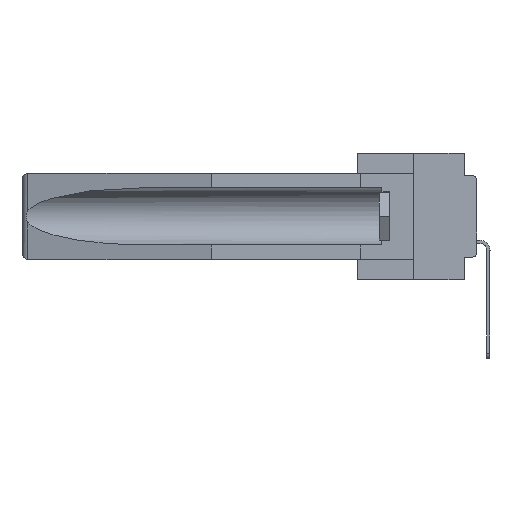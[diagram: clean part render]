
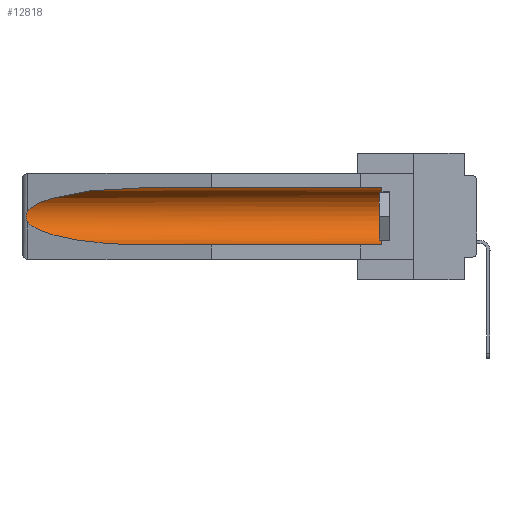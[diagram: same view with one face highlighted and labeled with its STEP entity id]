
A CAD part, left-side view. The second image highlights one B-rep face of the part: STEP entity #12818.
In plain terms, the highlighted cylindrical face has radius 2.857 mm (diameter 5.715 mm), a partial arc.
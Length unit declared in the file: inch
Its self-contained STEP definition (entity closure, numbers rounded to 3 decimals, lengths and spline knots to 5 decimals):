
#195 = VERTEX_POINT ( 'NONE', #7523 ) ;
#460 = CARTESIAN_POINT ( 'NONE',  ( 0.155, -0.30754, -0.059 ) ) ;
#481 = LINE ( 'NONE', #31764, #4673 ) ;
#1014 = CARTESIAN_POINT ( 'NONE',  ( 0.2673, 1.5327, -0.16383 ) ) ;
#1194 = EDGE_CURVE ( 'NONE', #31933, #22999, #481, .T. ) ;
#1675 = VERTEX_POINT ( 'NONE', #8352 ) ;
#1810 = CARTESIAN_POINT ( 'NONE',  ( 0.25451, 1.48313, -0.24835 ) ) ;
#2148 = CARTESIAN_POINT ( 'NONE',  ( 0.21114, 1.30732, -0.284 ) ) ;
#4673 = VECTOR ( 'NONE', #11083, 39.37008 ) ;
#5014 = EDGE_CURVE ( 'NONE', #1675, #27254, #11061, .T. ) ;
#5911 = CARTESIAN_POINT ( 'NONE',  ( 0.2673, 1.53269, -0.17917 ) ) ;
#5946 = CARTESIAN_POINT ( 'NONE',  ( 0.21114, 1.30732, -0.059 ) ) ;
#6088 = AXIS2_PLACEMENT_3D ( 'NONE', #13302, #12976, #23141 ) ;
#6217 = ORIENTED_EDGE ( 'NONE', *, *, #9681, .T. ) ;
#6238 = CARTESIAN_POINT ( 'NONE',  ( 0.26597, 1.52961, -0.15275 ) ) ;
#6441 = CARTESIAN_POINT ( 'NONE',  ( 0.155, 1.07973, -0.059 ) ) ;
#7073 = ORIENTED_EDGE ( 'NONE', *, *, #1194, .F. ) ;
#7082 = ORIENTED_EDGE ( 'NONE', *, *, #5014, .T. ) ;
#7229 = EDGE_CURVE ( 'NONE', #195, #21979, #12262, .T. ) ;
#7271 = CARTESIAN_POINT ( 'NONE',  ( 0.155, 1.07973, -0.059 ) ) ;
#7523 = CARTESIAN_POINT ( 'NONE',  ( 0.26537, 1.52718, -0.14972 ) ) ;
#7534 = DIRECTION ( 'NONE',  ( 0., -1., 0. ) ) ;
#8225 = CYLINDRICAL_SURFACE ( 'NONE', #6088, 0.1125 ) ;
#8352 = CARTESIAN_POINT ( 'NONE',  ( 0.155, 0.126, -0.059 ) ) ;
#8568 = EDGE_LOOP ( 'NONE', ( #29214, #15166, #15643, #7073, #6217, #7082 ) ) ;
#8618 = CARTESIAN_POINT ( 'NONE',  ( 0.155, 1.07973, -0.284 ) ) ;
#8919 = CARTESIAN_POINT ( 'NONE',  ( 0.2675, 1.53308, -0.17534 ) ) ;
#9681 = EDGE_CURVE ( 'NONE', #31933, #1675, #17545, .T. ) ;
#11061 = LINE ( 'NONE', #460, #33432 ) ;
#11083 = DIRECTION ( 'NONE',  ( 0., 1., 0. ) ) ;
#11450 = CARTESIAN_POINT ( 'NONE',  ( 0.2675, 1.53308, -0.16763 ) ) ;
#11630 = CARTESIAN_POINT ( 'NONE',  ( 0.155, 0.126, -0.1715 ) ) ;
#12262 = B_SPLINE_CURVE_WITH_KNOTS ( 'NONE', 3,
 ( #19407, #6238, #16538, #1014, #11450, #8919, #5911, #18732, #19236, #14162 ),
 .UNSPECIFIED., .F., .F.,
 ( 4, 2, 2, 2, 4 ),
 ( 0., 0.00029, 0.00058, 0.00087, 0.00117 ),
 .UNSPECIFIED. ) ;
#12818 = ADVANCED_FACE ( 'NONE', ( #28878 ), #8225, .F. ) ;
#12976 = DIRECTION ( 'NONE',  ( 0., 1., 0. ) ) ;
#13302 = CARTESIAN_POINT ( 'NONE',  ( 0.155, -0.30754, -0.1715 ) ) ;
#13688 = CARTESIAN_POINT ( 'NONE',  ( 0.26537, 1.52718, -0.14972 ) ) ;
#13875 =( BOUNDED_CURVE ( )  B_SPLINE_CURVE ( 3, ( #25002, #1810, #2148, #14980 ),
 .UNSPECIFIED., .F., .F. ) 
 B_SPLINE_CURVE_WITH_KNOTS ( ( 4, 4 ),
 ( 0.1948, 1.5708 ),
 .UNSPECIFIED. ) 
 CURVE ( )  GEOMETRIC_REPRESENTATION_ITEM ( )  RATIONAL_B_SPLINE_CURVE ( ( 1., 0.848, 0.848, 1. ) ) 
 REPRESENTATION_ITEM ( '' )  );
#14162 = CARTESIAN_POINT ( 'NONE',  ( 0.26537, 1.52718, -0.19328 ) ) ;
#14980 = CARTESIAN_POINT ( 'NONE',  ( 0.155, 1.07973, -0.284 ) ) ;
#15166 = ORIENTED_EDGE ( 'NONE', *, *, #7229, .T. ) ;
#15643 = ORIENTED_EDGE ( 'NONE', *, *, #24904, .T. ) ;
#16538 = CARTESIAN_POINT ( 'NONE',  ( 0.26654, 1.53092, -0.15636 ) ) ;
#17545 = CIRCLE ( 'NONE', #21872, 0.1125 ) ;
#18732 = CARTESIAN_POINT ( 'NONE',  ( 0.26655, 1.53094, -0.18657 ) ) ;
#19236 = CARTESIAN_POINT ( 'NONE',  ( 0.26597, 1.5296, -0.19026 ) ) ;
#19407 = CARTESIAN_POINT ( 'NONE',  ( 0.26537, 1.52718, -0.14972 ) ) ;
#21872 = AXIS2_PLACEMENT_3D ( 'NONE', #11630, #7534, #24696 ) ;
#21979 = VERTEX_POINT ( 'NONE', #28533 ) ;
#22999 = VERTEX_POINT ( 'NONE', #8618 ) ;
#23141 = DIRECTION ( 'NONE',  ( 0., 0., 1. ) ) ;
#24696 = DIRECTION ( 'NONE',  ( 0., 0., 1. ) ) ;
#24904 = EDGE_CURVE ( 'NONE', #21979, #22999, #13875, .T. ) ;
#25002 = CARTESIAN_POINT ( 'NONE',  ( 0.26537, 1.52718, -0.19328 ) ) ;
#26576 = CARTESIAN_POINT ( 'NONE',  ( 0.25451, 1.48313, -0.09465 ) ) ;
#26649 =( BOUNDED_CURVE ( )  B_SPLINE_CURVE ( 3, ( #6441, #5946, #26576, #13688 ),
 .UNSPECIFIED., .F., .F. ) 
 B_SPLINE_CURVE_WITH_KNOTS ( ( 4, 4 ),
 ( 4.71239, 6.08839 ),
 .UNSPECIFIED. ) 
 CURVE ( )  GEOMETRIC_REPRESENTATION_ITEM ( )  RATIONAL_B_SPLINE_CURVE ( ( 1., 0.848, 0.848, 1. ) ) 
 REPRESENTATION_ITEM ( '' )  );
#27254 = VERTEX_POINT ( 'NONE', #7271 ) ;
#27306 = DIRECTION ( 'NONE',  ( 0., 1., 0. ) ) ;
#28533 = CARTESIAN_POINT ( 'NONE',  ( 0.26537, 1.52718, -0.19328 ) ) ;
#28690 = EDGE_CURVE ( 'NONE', #27254, #195, #26649, .T. ) ;
#28878 = FACE_OUTER_BOUND ( 'NONE', #8568, .T. ) ;
#29214 = ORIENTED_EDGE ( 'NONE', *, *, #28690, .T. ) ;
#29537 = CARTESIAN_POINT ( 'NONE',  ( 0.155, 0.126, -0.284 ) ) ;
#31764 = CARTESIAN_POINT ( 'NONE',  ( 0.155, -0.30754, -0.284 ) ) ;
#31933 = VERTEX_POINT ( 'NONE', #29537 ) ;
#33432 = VECTOR ( 'NONE', #27306, 39.37008 ) ;
